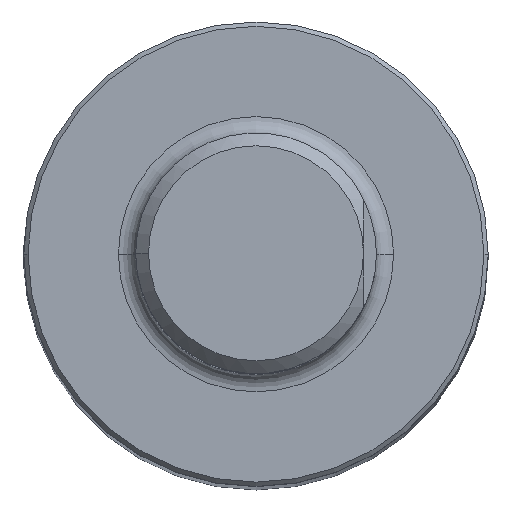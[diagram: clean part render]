
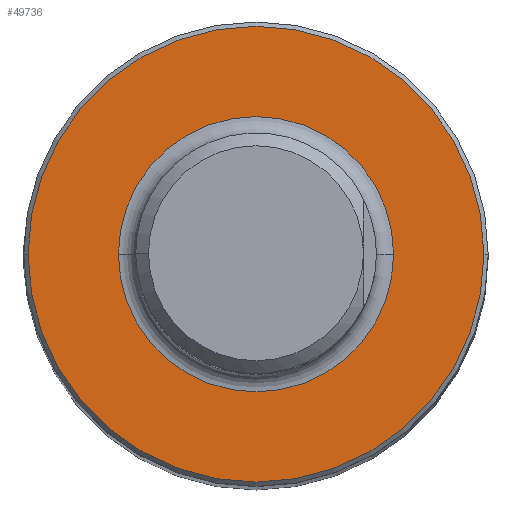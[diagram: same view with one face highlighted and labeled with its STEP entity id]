
A CAD part, top view. The second image highlights one B-rep face of the part: STEP entity #49736.
In plain terms, the highlighted planar face has unit normal (0, 0, 1).
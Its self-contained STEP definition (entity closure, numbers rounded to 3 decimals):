
#20426=CARTESIAN_POINT('',(0.,0.,453.));
#20427=DIRECTION('',(0.,0.,1.));
#20428=DIRECTION('',(-1.,0.,0.));
#20429=AXIS2_PLACEMENT_3D('',#20426,#20427,#20428);
#20431=CARTESIAN_POINT('',(0.,0.,453.));
#20432=DIRECTION('',(0.,0.,1.));
#20433=DIRECTION('',(1.,0.,0.));
#20434=AXIS2_PLACEMENT_3D('',#20431,#20432,#20433);
#20436=CARTESIAN_POINT('',(0.,0.,453.));
#20437=DIRECTION('',(0.,0.,-1.));
#20438=DIRECTION('',(-1.,0.,0.));
#20439=AXIS2_PLACEMENT_3D('',#20436,#20437,#20438);
#20441=CARTESIAN_POINT('',(0.,0.,453.));
#20442=DIRECTION('',(0.,0.,-1.));
#20443=DIRECTION('',(1.,0.,0.));
#20444=AXIS2_PLACEMENT_3D('',#20441,#20442,#20443);
#32767=CARTESIAN_POINT('',(26.5,0.,453.));
#32768=VERTEX_POINT('',#32767);
#32769=CARTESIAN_POINT('',(-26.5,0.,453.));
#32770=VERTEX_POINT('',#32769);
#32771=CARTESIAN_POINT('',(16.,0.,453.));
#32772=CARTESIAN_POINT('',(-16.,0.,453.));
#32773=VERTEX_POINT('',#32771);
#32774=VERTEX_POINT('',#32772);
#49720=CARTESIAN_POINT('',(27.,0.,453.));
#49721=DIRECTION('',(0.,0.,1.));
#49722=DIRECTION('',(-1.,0.,0.));
#49723=AXIS2_PLACEMENT_3D('',#49720,#49721,#49722);
#49724=PLANE('',#49723);
#49726=ORIENTED_EDGE('',*,*,#49725,.F.);
#49727=ORIENTED_EDGE('',*,*,#49710,.F.);
#49728=EDGE_LOOP('',(#49726,#49727));
#49729=FACE_OUTER_BOUND('',#49728,.F.);
#49731=ORIENTED_EDGE('',*,*,#49730,.F.);
#49733=ORIENTED_EDGE('',*,*,#49732,.F.);
#49734=EDGE_LOOP('',(#49731,#49733));
#49735=FACE_BOUND('',#49734,.F.);
#49736=ADVANCED_FACE('',(#49729,#49735),#49724,.T.);
#20430=CIRCLE('',#20429,26.5);
#20435=CIRCLE('',#20434,26.5);
#20440=CIRCLE('',#20439,16.);
#20445=CIRCLE('',#20444,16.);
#49710=EDGE_CURVE('',#32768,#32770,#20435,.T.);
#49725=EDGE_CURVE('',#32770,#32768,#20430,.T.);
#49730=EDGE_CURVE('',#32774,#32773,#20440,.T.);
#49732=EDGE_CURVE('',#32773,#32774,#20445,.T.);
